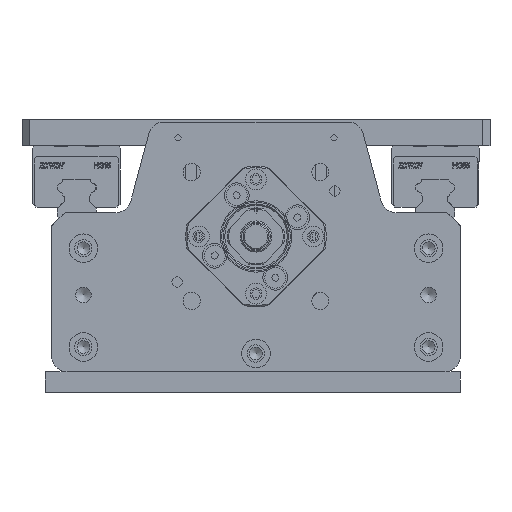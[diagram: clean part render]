
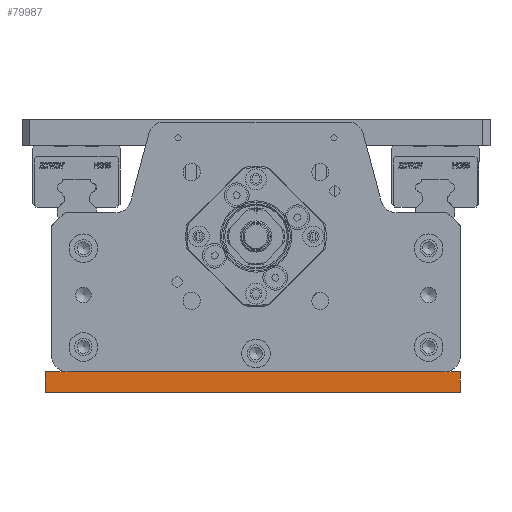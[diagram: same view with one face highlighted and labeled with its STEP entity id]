
A CAD part, front view. The second image highlights one B-rep face of the part: STEP entity #79987.
In plain terms, the highlighted planar face has unit normal (0, -1, 0).
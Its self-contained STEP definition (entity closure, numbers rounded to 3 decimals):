
#79809=CARTESIAN_POINT('',(37.994,-315.,34.532));
#79810=VERTEX_POINT('',#79809);
#79825=CARTESIAN_POINT('',(29.594,-315.,34.532));
#79826=VERTEX_POINT('',#79825);
#79833=CARTESIAN_POINT('',(29.594,-315.,34.532));
#79834=DIRECTION('',(1.0,0.0,0.0));
#79835=VECTOR('',#79834,8.4);
#79836=LINE('',#79833,#79835);
#79837=EDGE_CURVE('',#79826,#79810,#79836,.T.);
#79847=CARTESIAN_POINT('',(183.194,-315.,34.532));
#79848=VERTEX_POINT('',#79847);
#79855=CARTESIAN_POINT('',(189.194,-315.,34.532));
#79856=VERTEX_POINT('',#79855);
#79857=CARTESIAN_POINT('',(183.194,-315.,34.532));
#79858=DIRECTION('',(1.0,0.0,0.0));
#79859=VECTOR('',#79858,6.0);
#79860=LINE('',#79857,#79859);
#79861=EDGE_CURVE('',#79848,#79856,#79860,.T.);
#79893=CARTESIAN_POINT('',(29.594,-315.,26.532));
#79894=VERTEX_POINT('',#79893);
#79901=CARTESIAN_POINT('',(29.594,-315.,34.532));
#79902=DIRECTION('',(0.0,0.0,-1.0));
#79903=VECTOR('',#79902,8.);
#79904=LINE('',#79901,#79903);
#79905=EDGE_CURVE('',#79826,#79894,#79904,.T.);
#79924=CARTESIAN_POINT('',(189.194,-315.,26.532));
#79925=VERTEX_POINT('',#79924);
#79932=CARTESIAN_POINT('',(29.594,-315.,26.532));
#79933=DIRECTION('',(1.0,0.0,0.0));
#79934=VECTOR('',#79933,159.6);
#79935=LINE('',#79932,#79934);
#79936=EDGE_CURVE('',#79894,#79925,#79935,.T.);
#79964=CARTESIAN_POINT('',(24.194,-315.,24.532));
#79965=DIRECTION('',(0.0,-1.0,0.0));
#79966=DIRECTION('',(1.0,0.0,0.0));
#79967=AXIS2_PLACEMENT_3D('',#79964,#79965,#79966);
#79968=PLANE('',#79967);
#79969=ORIENTED_EDGE('',*,*,#79905,.T.);
#79970=ORIENTED_EDGE('',*,*,#79936,.T.);
#79971=CARTESIAN_POINT('',(189.194,-315.,26.532));
#79972=DIRECTION('',(0.0,0.0,1.0));
#79973=VECTOR('',#79972,8.);
#79974=LINE('',#79971,#79973);
#79975=EDGE_CURVE('',#79925,#79856,#79974,.T.);
#79976=ORIENTED_EDGE('',*,*,#79975,.T.);
#79977=ORIENTED_EDGE('',*,*,#79861,.F.);
#79978=CARTESIAN_POINT('',(37.994,-315.,34.532));
#79979=DIRECTION('',(1.0,0.0,0.0));
#79980=VECTOR('',#79979,145.2);
#79981=LINE('',#79978,#79980);
#79982=EDGE_CURVE('',#79810,#79848,#79981,.T.);
#79983=ORIENTED_EDGE('',*,*,#79982,.F.);
#79984=ORIENTED_EDGE('',*,*,#79837,.F.);
#79985=EDGE_LOOP('',(#79969,#79970,#79976,#79977,#79983,#79984));
#79986=FACE_OUTER_BOUND('',#79985,.T.);
#79987=ADVANCED_FACE('',(#79986),#79968,.T.);
